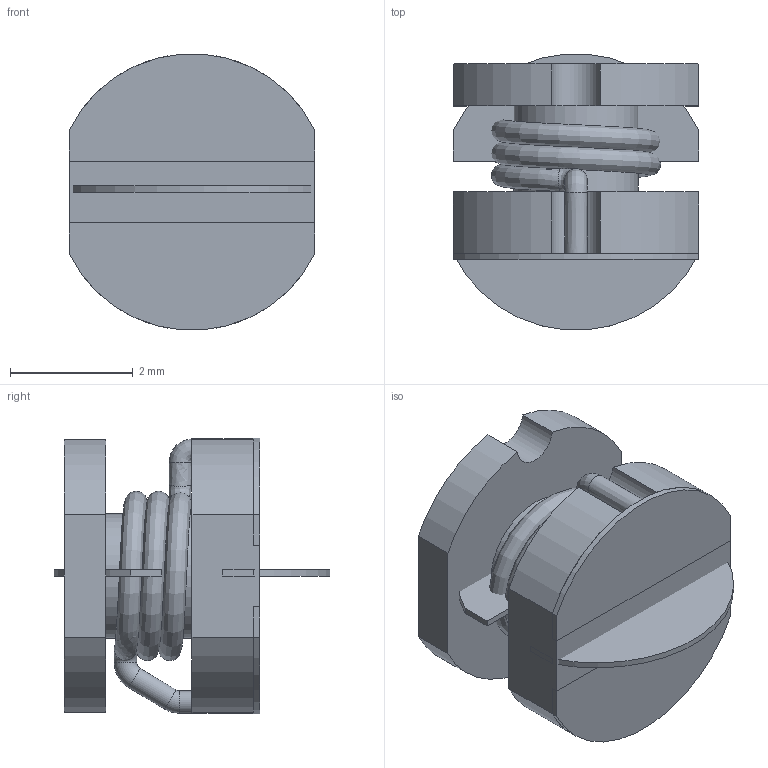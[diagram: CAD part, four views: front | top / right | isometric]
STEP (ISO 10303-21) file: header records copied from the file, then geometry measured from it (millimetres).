
FILE_DESCRIPTION( ( 'Unknown' ), '1' );
FILE_NAME( '744773014.stp', 'Unknown', ( 'Unknown' ), ( 'Unknown' ), 'XStep 1.0', 'Unknown', ' ' );
FILE_SCHEMA( ( 'automotive_design' ) );
Length unit declared in the file: millimetre
Products named in the file (5): Assem1; 744773014; L飆fl踄he
Bounding box: 4 x 4.48 x 4.48 mm (x, y, z)
Volume: 66 mm3; surface area: 280 mm2
Topology: 8 solids, 8 shells, 242 faces, 602 edges, 396 vertices
Faces by surface type: plane 160, cylinder 34, extrusion 32, bspline 10, torus 6
Full cylindrical faces by diameter (mm): 0.364 x4, 2.02 x2
Entity records: 5866 total; most frequent: CARTESIAN_POINT 2332, ORIENTED_EDGE 568, DIRECTION 417, EDGE_CURVE 284, VERTEX_POINT 195, EDGE_LOOP 149, B_SPLINE_CURVE_WITH_KNOTS 146, AXIS2_PLACEMENT_3D 142
